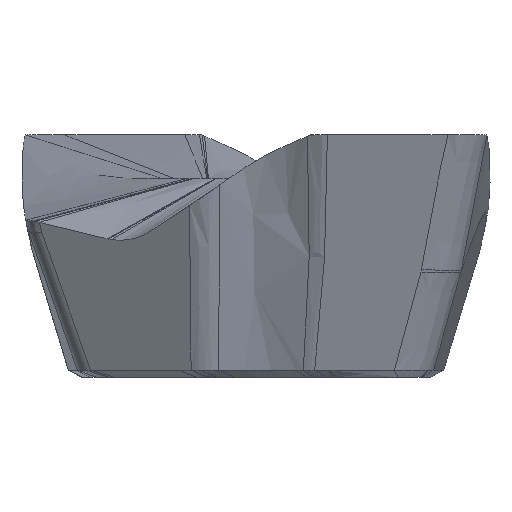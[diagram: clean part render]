
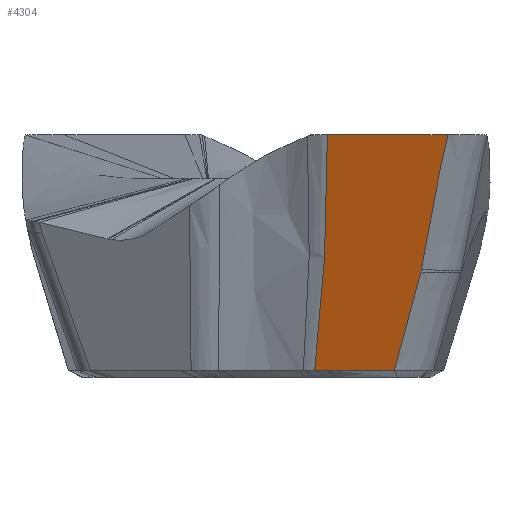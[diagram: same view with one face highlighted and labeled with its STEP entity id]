
A CAD part, front view. The second image highlights one B-rep face of the part: STEP entity #4304.
In plain terms, the highlighted planar face has unit normal (-0.008, -0.94, -0.342).
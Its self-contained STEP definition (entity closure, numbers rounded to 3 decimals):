
#1746=CARTESIAN_POINT('Vertex',(3.958,-10.351,0.)) ;
#1780=CARTESIAN_POINT('Vertex',(1.47,-10.329,0.)) ;
#1784=CARTESIAN_POINT('Control Point',(1.47,-10.329,0.)) ;
#1785=CARTESIAN_POINT('Control Point',(1.967,-10.334,0.)) ;
#1786=CARTESIAN_POINT('Control Point',(2.465,-10.338,0.)) ;
#1787=CARTESIAN_POINT('Control Point',(2.964,-10.342,0.)) ;
#1788=CARTESIAN_POINT('Control Point',(3.46,-10.347,0.)) ;
#1789=CARTESIAN_POINT('Control Point',(3.958,-10.351,0.)) ;
#3764=CARTESIAN_POINT('Vertex',(1.209,-8.562,-4.85)) ;
#3798=CARTESIAN_POINT('Vertex',(1.462,-8.564,-4.85)) ;
#3802=CARTESIAN_POINT('Control Point',(1.462,-8.564,-4.85)) ;
#3803=CARTESIAN_POINT('Control Point',(1.411,-8.564,-4.85)) ;
#3804=CARTESIAN_POINT('Control Point',(1.361,-8.563,-4.85)) ;
#3805=CARTESIAN_POINT('Control Point',(1.31,-8.563,-4.85)) ;
#3806=CARTESIAN_POINT('Control Point',(1.259,-8.562,-4.85)) ;
#3807=CARTESIAN_POINT('Control Point',(1.209,-8.562,-4.85)) ;
#3832=CARTESIAN_POINT('Vertex',(2.849,-8.576,-4.85)) ;
#3836=CARTESIAN_POINT('Control Point',(2.849,-8.576,-4.85)) ;
#3837=CARTESIAN_POINT('Control Point',(2.571,-8.574,-4.85)) ;
#3838=CARTESIAN_POINT('Control Point',(2.293,-8.571,-4.85)) ;
#3839=CARTESIAN_POINT('Control Point',(2.015,-8.569,-4.85)) ;
#3840=CARTESIAN_POINT('Control Point',(1.738,-8.566,-4.85)) ;
#3841=CARTESIAN_POINT('Control Point',(1.462,-8.564,-4.85)) ;
#4211=CARTESIAN_POINT('Vertex',(3.405,-9.333,-2.785)) ;
#4215=CARTESIAN_POINT('Control Point',(3.796,-10.093,-0.705)) ;
#4216=CARTESIAN_POINT('Control Point',(3.85,-10.179,-0.47)) ;
#4217=CARTESIAN_POINT('Control Point',(3.904,-10.265,-0.235)) ;
#4218=CARTESIAN_POINT('Control Point',(3.958,-10.351,0.)) ;
#4219=CARTESIAN_POINT('Vertex',(3.796,-10.093,-0.705)) ;
#4223=CARTESIAN_POINT('Control Point',(3.405,-9.333,-2.785)) ;
#4224=CARTESIAN_POINT('Control Point',(3.495,-9.523,-2.263)) ;
#4225=CARTESIAN_POINT('Control Point',(3.589,-9.712,-1.747)) ;
#4226=CARTESIAN_POINT('Control Point',(3.689,-9.903,-1.225)) ;
#4227=CARTESIAN_POINT('Control Point',(3.796,-10.093,-0.705)) ;
#4257=CARTESIAN_POINT('Axis2P3D Location',(-0.557,-10.825,1.409)) ;
#4263=CARTESIAN_POINT('Control Point',(2.849,-8.576,-4.85)) ;
#4264=CARTESIAN_POINT('Control Point',(2.865,-8.598,-4.791)) ;
#4265=CARTESIAN_POINT('Control Point',(2.882,-8.621,-4.727)) ;
#4266=CARTESIAN_POINT('Control Point',(2.899,-8.644,-4.665)) ;
#4267=CARTESIAN_POINT('Control Point',(3.005,-8.788,-4.272)) ;
#4268=CARTESIAN_POINT('Control Point',(3.111,-8.932,-3.879)) ;
#4269=CARTESIAN_POINT('Control Point',(3.206,-9.062,-3.524)) ;
#4270=CARTESIAN_POINT('Control Point',(3.301,-9.189,-3.176)) ;
#4271=CARTESIAN_POINT('Control Point',(3.395,-9.316,-2.83)) ;
#4272=CARTESIAN_POINT('Vertex',(3.395,-9.316,-2.83)) ;
#4276=CARTESIAN_POINT('Control Point',(3.405,-9.333,-2.785)) ;
#4277=CARTESIAN_POINT('Control Point',(3.404,-9.329,-2.794)) ;
#4278=CARTESIAN_POINT('Control Point',(3.402,-9.326,-2.803)) ;
#4279=CARTESIAN_POINT('Control Point',(3.4,-9.323,-2.812)) ;
#4280=CARTESIAN_POINT('Control Point',(3.398,-9.319,-2.821)) ;
#4281=CARTESIAN_POINT('Control Point',(3.395,-9.316,-2.83)) ;
#4284=CARTESIAN_POINT('Control Point',(1.47,-10.329,0.)) ;
#4285=CARTESIAN_POINT('Control Point',(1.474,-10.151,-0.489)) ;
#4286=CARTESIAN_POINT('Control Point',(1.47,-9.973,-0.978)) ;
#4287=CARTESIAN_POINT('Control Point',(1.46,-9.795,-1.467)) ;
#4288=CARTESIAN_POINT('Control Point',(1.425,-9.441,-2.438)) ;
#4289=CARTESIAN_POINT('Control Point',(1.36,-9.088,-3.409)) ;
#4290=CARTESIAN_POINT('Control Point',(1.319,-8.912,-3.89)) ;
#4291=CARTESIAN_POINT('Control Point',(1.27,-8.737,-4.37)) ;
#4292=CARTESIAN_POINT('Control Point',(1.209,-8.562,-4.85)) ;
#4258=DIRECTION('Axis2P3D Direction',(0.008,0.94,0.342)) ;
#4259=DIRECTION('Axis2P3D XDirection',(-0.003,-0.342,0.94)) ;
#4260=AXIS2_PLACEMENT_3D('Plane Axis2P3D',#4257,#4258,#4259) ;
#4261=PLANE('',#4260) ;
#1790=EDGE_CURVE('',#1747,#1781,#1783,.F.) ;
#3808=EDGE_CURVE('',#3799,#3765,#3801,.T.) ;
#3842=EDGE_CURVE('',#3833,#3799,#3835,.T.) ;
#4221=EDGE_CURVE('',#1747,#4220,#4214,.F.) ;
#4228=EDGE_CURVE('',#4212,#4220,#4222,.T.) ;
#4274=EDGE_CURVE('',#3833,#4273,#4262,.T.) ;
#4282=EDGE_CURVE('',#4212,#4273,#4275,.T.) ;
#4293=EDGE_CURVE('',#1781,#3765,#4283,.T.) ;
#4295=ORIENTED_EDGE('',*,*,#3808,.F.) ;
#4296=ORIENTED_EDGE('',*,*,#3842,.F.) ;
#4297=ORIENTED_EDGE('',*,*,#4274,.T.) ;
#4298=ORIENTED_EDGE('',*,*,#4282,.F.) ;
#4299=ORIENTED_EDGE('',*,*,#4228,.T.) ;
#4300=ORIENTED_EDGE('',*,*,#4221,.F.) ;
#4301=ORIENTED_EDGE('',*,*,#1790,.T.) ;
#4302=ORIENTED_EDGE('',*,*,#4293,.T.) ;
#4294=EDGE_LOOP('',(#4295,#4296,#4297,#4298,#4299,#4300,#4301,#4302)) ;
#1747=VERTEX_POINT('',#1746) ;
#1781=VERTEX_POINT('',#1780) ;
#3765=VERTEX_POINT('',#3764) ;
#3799=VERTEX_POINT('',#3798) ;
#3833=VERTEX_POINT('',#3832) ;
#4212=VERTEX_POINT('',#4211) ;
#4220=VERTEX_POINT('',#4219) ;
#4273=VERTEX_POINT('',#4272) ;
#4304=ADVANCED_FACE('Hauptk\X2\00F6\X0\rper',(#4303),#4261,.F.) ;
#1783=B_SPLINE_CURVE_WITH_KNOTS('',5,(#1784,#1785,#1786,#1787,#1788,#1789),.UNSPECIFIED.,.F.,.U.,(6,6),(0.,1.833),.UNSPECIFIED.) ;
#3801=B_SPLINE_CURVE_WITH_KNOTS('',5,(#3802,#3803,#3804,#3805,#3806,#3807),.UNSPECIFIED.,.F.,.U.,(6,6),(0.,0.249),.UNSPECIFIED.) ;
#3835=B_SPLINE_CURVE_WITH_KNOTS('',5,(#3836,#3837,#3838,#3839,#3840,#3841),.UNSPECIFIED.,.F.,.U.,(6,6),(0.,1.358),.UNSPECIFIED.) ;
#4214=B_SPLINE_CURVE_WITH_KNOTS('',3,(#4215,#4216,#4217,#4218),.UNSPECIFIED.,.F.,.U.,(4,4),(3.198,4.283),.UNSPECIFIED.) ;
#4222=B_SPLINE_CURVE_WITH_KNOTS('',4,(#4223,#4224,#4225,#4226,#4227),.UNSPECIFIED.,.F.,.U.,(5,5),(0.,3.193),.UNSPECIFIED.) ;
#4262=B_SPLINE_CURVE_WITH_KNOTS('',5,(#4263,#4264,#4265,#4266,#4267,#4268,#4269,#4270,#4271),.UNSPECIFIED.,.F.,.U.,(6,3,6),(0.212,0.588,3.271),.UNSPECIFIED.) ;
#4275=B_SPLINE_CURVE_WITH_KNOTS('',5,(#4276,#4277,#4278,#4279,#4280,#4281),.UNSPECIFIED.,.F.,.U.,(6,6),(0.,0.069),.UNSPECIFIED.) ;
#4283=B_SPLINE_CURVE_WITH_KNOTS('',5,(#4284,#4285,#4286,#4287,#4288,#4289,#4290,#4291,#4292),.UNSPECIFIED.,.F.,.U.,(6,3,6),(1.503,5.177,8.782),.UNSPECIFIED.) ;
#4303=FACE_OUTER_BOUND('',#4294,.T.) ;
